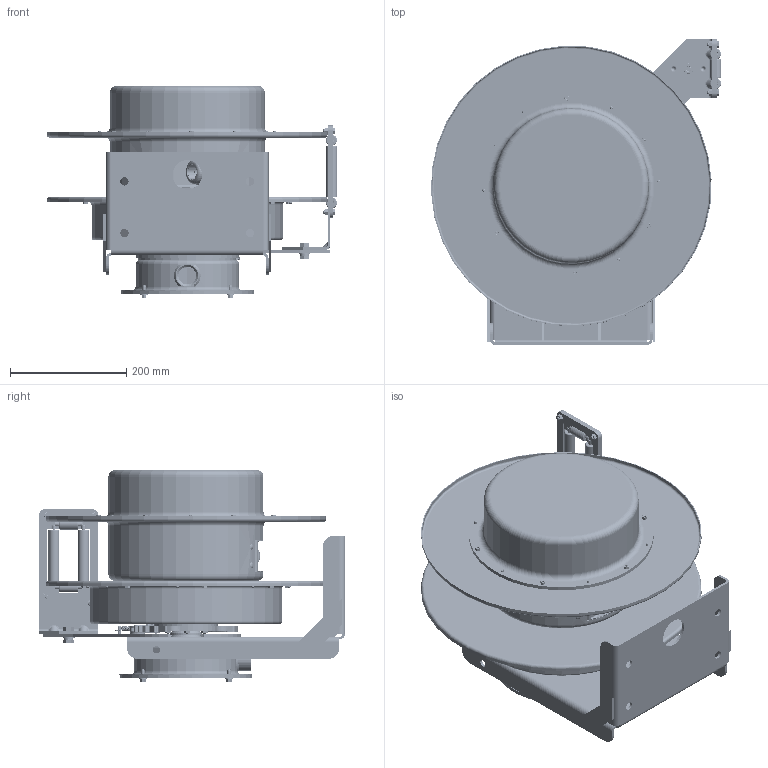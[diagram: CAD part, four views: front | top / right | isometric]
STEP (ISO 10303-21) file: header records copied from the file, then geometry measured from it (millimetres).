
FILE_DESCRIPTION(/* description */ (''),/* implementation_level */ '2;1');
FILE_NAME(/* name */ 'C19-X04-RETRIEVE (SW).stp',/* time_stamp */ '2017-07-14T09:17:57-05:00',/* author */ ('sklawitter'),/* organization */ (''),/* preprocessor_version */ 'ST-DEVELOPER v16.1',/* originating_system */ 'Autodesk Inventor 2016',/* authorisation */ '');
FILE_SCHEMA (('AUTOMOTIVE_DESIGN { 1 0 10303 214 3 1 1 }'));
Products named in the file (1): C19-X04-RETRIEVE (SW)
Bounding box: 498.33 x 525.44 x 363.98 mm (x, y, z)
Volume: 3830261 mm3; surface area: 3139805.6 mm2
Topology: 173 solids, 173 shells, 3480 faces, 8200 edges, 5110 vertices
Faces by surface type: plane 1373, cylinder 1017, cone 695, torus 204, bspline 177, sphere 14
Full cylindrical faces by diameter (mm): 1.143 x2, 1.905 x1, 2 x2, 2.286 x2, 2.32 x4, 3.175 x4, 3.5 x4, 3.708 x8, 3.962 x7, 4.134 x27, 4.762 x4, 4.851 x6, 4.917 x5, 4.928 x1, 4.999 x30, 5.004 x30, 5.055 x12, 5.156 x4, 5.359 x6, 5.41 x4, 5.563 x14, 5.69 x12, 5.954 x4, 6 x10, 6.35 x51, 6.655 x5, 6.756 x4, 6.858 x1, 6.96 x1, 7.137 x8
Entity records: 106964 total; most frequent: CARTESIAN_POINT 29252, DIRECTION 15552, ORIENTED_EDGE 14324, EDGE_CURVE 7162, AXIS2_PLACEMENT_3D 6567, EDGE_LOOP 4912, VERTEX_POINT 4852, STYLED_ITEM 3593
